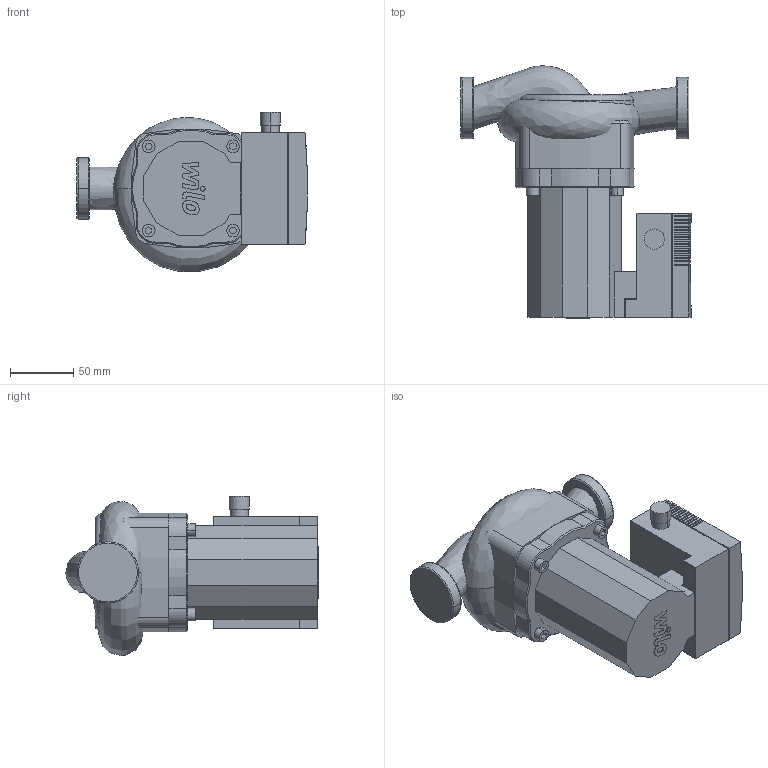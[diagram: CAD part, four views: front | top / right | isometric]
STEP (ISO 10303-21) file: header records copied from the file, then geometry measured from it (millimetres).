
FILE_DESCRIPTION((''),'2;1');
FILE_NAME('3d_TOP-STG25_7EM-2131672.stp','2014-09-03T12:31:18',(''),(''),'Mechanical Desktop 2009','Mechanical Desktop 2009',', , ');
FILE_SCHEMA(('CONFIG_CONTROL_DESIGN'));
Length unit declared in the file: millimetre
Products named in the file (1): Product
Bounding box: 181.78 x 198.98 x 125.59 mm (x, y, z)
Volume: 1695008.2 mm3; surface area: 155885 mm2
Topology: 8 solids, 8 shells, 397 faces, 1069 edges, 702 vertices
Faces by surface type: plane 184, bspline 158, cylinder 33, cone 17, torus 5
Entity records: 17306 total; most frequent: CARTESIAN_POINT 7749, ORIENTED_EDGE 2136, DIRECTION 1629, EDGE_CURVE 1068, VECTOR 821, LINE 821, VERTEX_POINT 702, EDGE_LOOP 414
